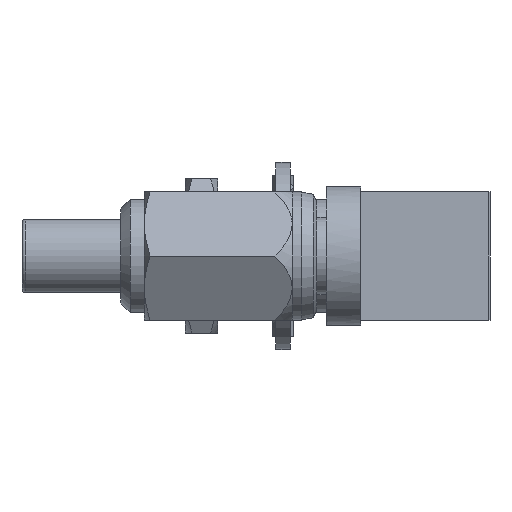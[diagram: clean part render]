
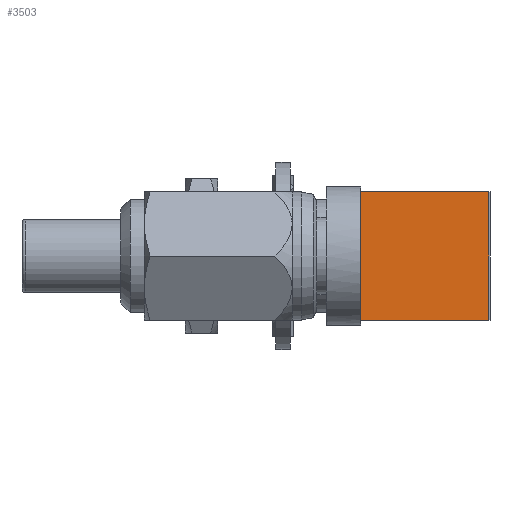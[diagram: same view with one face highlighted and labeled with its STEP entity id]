
A CAD part, left-side view. The second image highlights one B-rep face of the part: STEP entity #3503.
In plain terms, the highlighted face is planar.
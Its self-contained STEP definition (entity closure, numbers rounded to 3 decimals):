
#24 = CARTESIAN_POINT ( 'NONE',  ( 0.858, 1.981, -4.413 ) ) ;
#67 = EDGE_CURVE ( 'NONE', #488, #8952, #777, .T. ) ;
#105 = LINE ( 'NONE', #6776, #897 ) ;
#187 = DIRECTION ( 'NONE',  ( -1., 0., 0. ) ) ;
#488 = VERTEX_POINT ( 'NONE', #8867 ) ;
#528 = VERTEX_POINT ( 'NONE', #5926 ) ;
#777 = LINE ( 'NONE', #895, #2971 ) ;
#853 = CARTESIAN_POINT ( 'NONE',  ( 1.981, 1.981, -4.413 ) ) ;
#861 = ORIENTED_EDGE ( 'NONE', *, *, #1583, .T. ) ;
#895 = CARTESIAN_POINT ( 'NONE',  ( 1.981, 1.981, -8.375 ) ) ;
#897 = VECTOR ( 'NONE', #3116, 1000. ) ;
#920 = VERTEX_POINT ( 'NONE', #853 ) ;
#930 = LINE ( 'NONE', #8026, #1275 ) ;
#984 = FACE_OUTER_BOUND ( 'NONE', #3005, .T. ) ;
#1275 = VECTOR ( 'NONE', #8243, 1000. ) ;
#1583 = EDGE_CURVE ( 'NONE', #8952, #9130, #105, .T. ) ;
#1933 = CARTESIAN_POINT ( 'NONE',  ( -1.981, 1.981, -8.375 ) ) ;
#1962 = ORIENTED_EDGE ( 'NONE', *, *, #5447, .F. ) ;
#2016 = DIRECTION ( 'NONE',  ( -1., 0., 0. ) ) ;
#2763 = CARTESIAN_POINT ( 'NONE',  ( 1.981, 1.981, -4.413 ) ) ;
#2971 = VECTOR ( 'NONE', #8904, 1000. ) ;
#2976 = LINE ( 'NONE', #3908, #3762 ) ;
#3005 = EDGE_LOOP ( 'NONE', ( #861, #1962, #4766, #7354, #8845, #8672 ) ) ;
#3116 = DIRECTION ( 'NONE',  ( 0., 0., 1. ) ) ;
#3425 = DIRECTION ( 'NONE',  ( 0., 0., 1. ) ) ;
#3503 = ADVANCED_FACE ( 'NONE', ( #984 ), #8129, .F. ) ;
#3762 = VECTOR ( 'NONE', #187, 1000. ) ;
#3805 = DIRECTION ( 'NONE',  ( 0., 0., -1. ) ) ;
#3902 = VECTOR ( 'NONE', #3425, 1000. ) ;
#3908 = CARTESIAN_POINT ( 'NONE',  ( 1.981, 1.981, -4.413 ) ) ;
#4766 = ORIENTED_EDGE ( 'NONE', *, *, #8226, .F. ) ;
#4779 = VECTOR ( 'NONE', #2016, 1000. ) ;
#5187 = LINE ( 'NONE', #2763, #3902 ) ;
#5447 = EDGE_CURVE ( 'NONE', #528, #9130, #930, .T. ) ;
#5926 = CARTESIAN_POINT ( 'NONE',  ( -0.858, 1.981, -4.413 ) ) ;
#6166 = EDGE_CURVE ( 'NONE', #920, #6927, #6738, .T. ) ;
#6738 = LINE ( 'NONE', #7932, #4779 ) ;
#6750 = CARTESIAN_POINT ( 'NONE',  ( 1.981, 1.981, -4.413 ) ) ;
#6776 = CARTESIAN_POINT ( 'NONE',  ( -1.981, 1.981, -4.413 ) ) ;
#6788 = DIRECTION ( 'NONE',  ( 0., -1., 0. ) ) ;
#6927 = VERTEX_POINT ( 'NONE', #24 ) ;
#7354 = ORIENTED_EDGE ( 'NONE', *, *, #6166, .F. ) ;
#7451 = CARTESIAN_POINT ( 'NONE',  ( -1.981, 1.981, -4.413 ) ) ;
#7932 = CARTESIAN_POINT ( 'NONE',  ( 1.981, 1.981, -4.413 ) ) ;
#8026 = CARTESIAN_POINT ( 'NONE',  ( 1.981, 1.981, -4.413 ) ) ;
#8129 = PLANE ( 'NONE',  #9477 ) ;
#8226 = EDGE_CURVE ( 'NONE', #6927, #528, #2976, .T. ) ;
#8243 = DIRECTION ( 'NONE',  ( -1., 0., 0. ) ) ;
#8414 = EDGE_CURVE ( 'NONE', #488, #920, #5187, .T. ) ;
#8672 = ORIENTED_EDGE ( 'NONE', *, *, #67, .T. ) ;
#8845 = ORIENTED_EDGE ( 'NONE', *, *, #8414, .F. ) ;
#8867 = CARTESIAN_POINT ( 'NONE',  ( 1.981, 1.981, -8.375 ) ) ;
#8904 = DIRECTION ( 'NONE',  ( -1., 0., 0. ) ) ;
#8952 = VERTEX_POINT ( 'NONE', #1933 ) ;
#9130 = VERTEX_POINT ( 'NONE', #7451 ) ;
#9477 = AXIS2_PLACEMENT_3D ( 'NONE', #6750, #6788, #3805 ) ;
